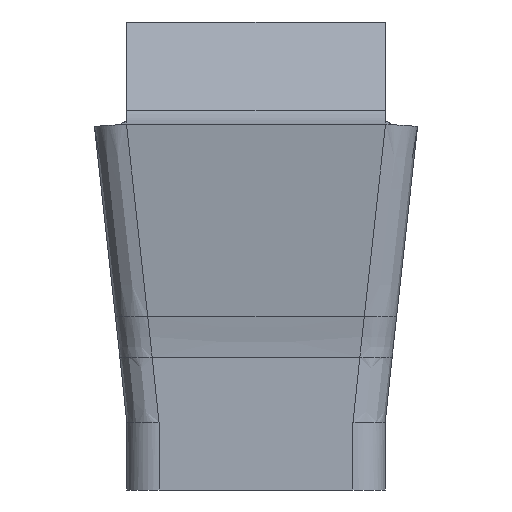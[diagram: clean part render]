
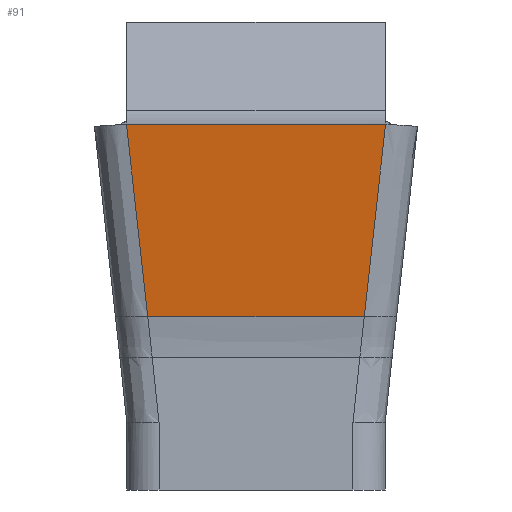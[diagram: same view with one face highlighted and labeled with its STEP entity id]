
A CAD part, front view. The second image highlights one B-rep face of the part: STEP entity #91.
In plain terms, the highlighted planar face has unit normal (0, -0.993, -0.122).
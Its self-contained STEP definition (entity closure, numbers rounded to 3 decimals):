
#91=ADVANCED_FACE('SIDE_FP_AN_SU1',(#159),#131,.T.);
#131=PLANE('',#927);
#159=FACE_OUTER_BOUND('',#207,.T.);
#207=EDGE_LOOP('',(#443,#444,#445,#446));
#267=LINE('',#1825,#313);
#268=LINE('',#1826,#314);
#313=VECTOR('',#1011,1.);
#314=VECTOR('',#1012,1.);
#443=ORIENTED_EDGE('',*,*,#761,.T.);
#444=ORIENTED_EDGE('',*,*,#767,.T.);
#445=ORIENTED_EDGE('',*,*,#763,.T.);
#446=ORIENTED_EDGE('',*,*,#768,.F.);
#662=VERTEX_POINT('',#1722);
#663=VERTEX_POINT('',#1727);
#664=VERTEX_POINT('',#1767);
#665=VERTEX_POINT('',#1768);
#761=EDGE_CURVE('',#663,#662,#871,.T.);
#763=EDGE_CURVE('',#664,#665,#873,.T.);
#767=EDGE_CURVE('',#662,#664,#267,.T.);
#768=EDGE_CURVE('',#663,#665,#268,.T.);
#871=B_SPLINE_CURVE_WITH_KNOTS('',3,(#1723,#1724,#1725,#1726),
 .UNSPECIFIED.,.F.,.F.,(4,4),(0.,1.),.UNSPECIFIED.);
#873=B_SPLINE_CURVE_WITH_KNOTS('',3,(#1763,#1764,#1765,#1766),
 .UNSPECIFIED.,.F.,.F.,(4,4),(0.,1.),.UNSPECIFIED.);
#927=AXIS2_PLACEMENT_3D('',#1827,#1013,#1014);
#1011=DIRECTION('',(-1.,0.,0.));
#1012=DIRECTION('',(-1.,0.,0.));
#1013=DIRECTION('',(0.,-0.993,-0.122));
#1014=DIRECTION('',(-1.,0.,0.));
#1722=CARTESIAN_POINT('',(1.603,-12.577,0.023));
#1723=CARTESIAN_POINT('',(1.34,-12.285,-2.351));
#1724=CARTESIAN_POINT('',(1.428,-12.382,-1.559));
#1725=CARTESIAN_POINT('',(1.515,-12.48,-0.768));
#1726=CARTESIAN_POINT('',(1.603,-12.577,0.023));
#1727=CARTESIAN_POINT('',(1.34,-12.285,-2.351));
#1763=CARTESIAN_POINT('',(-1.603,-12.577,0.023));
#1764=CARTESIAN_POINT('',(-1.515,-12.48,-0.768));
#1765=CARTESIAN_POINT('',(-1.428,-12.382,-1.559));
#1766=CARTESIAN_POINT('',(-1.34,-12.285,-2.351));
#1767=CARTESIAN_POINT('',(-1.603,-12.577,0.023));
#1768=CARTESIAN_POINT('',(-1.34,-12.285,-2.351));
#1825=CARTESIAN_POINT('',(-13.,-12.577,0.023));
#1826=CARTESIAN_POINT('',(0.,-12.285,-2.351));
#1827=CARTESIAN_POINT('',(0.,-13.101,4.295));
